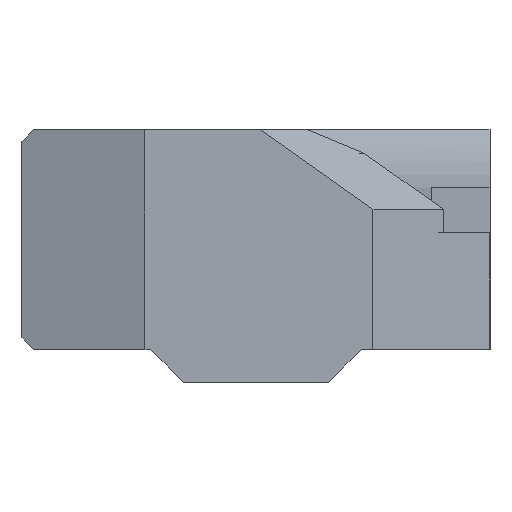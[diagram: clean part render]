
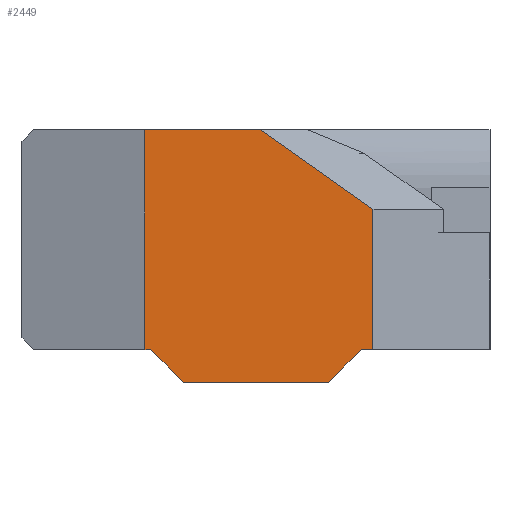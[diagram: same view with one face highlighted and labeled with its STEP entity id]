
A CAD part, left-side view. The second image highlights one B-rep face of the part: STEP entity #2449.
In plain terms, the highlighted planar face has unit normal (-1, 0, 0).
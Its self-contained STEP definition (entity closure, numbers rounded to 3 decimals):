
#136=FACE_OUTER_BOUND('',#280,.T.);
#280=EDGE_LOOP('',(#1941,#1942,#1943,#1944,#1945,#1946,#1947,#1948,#1949));
#359=LINE('',#3386,#677);
#394=LINE('',#3465,#712);
#428=LINE('',#3541,#746);
#430=LINE('',#3545,#748);
#461=LINE('',#3615,#779);
#465=LINE('',#3624,#783);
#469=LINE('',#3631,#787);
#524=LINE('',#3769,#842);
#525=LINE('',#3770,#843);
#677=VECTOR('',#2727,10.);
#712=VECTOR('',#2790,10.);
#746=VECTOR('',#2854,10.);
#748=VECTOR('',#2858,10.);
#779=VECTOR('',#2915,10.);
#783=VECTOR('',#2921,10.);
#787=VECTOR('',#2927,10.);
#842=VECTOR('',#3080,10.);
#843=VECTOR('',#3081,10.);
#994=VERTEX_POINT('',#3383);
#995=VERTEX_POINT('',#3385);
#1025=VERTEX_POINT('',#3464);
#1052=VERTEX_POINT('',#3540);
#1053=VERTEX_POINT('',#3544);
#1078=VERTEX_POINT('',#3613);
#1079=VERTEX_POINT('',#3614);
#1082=VERTEX_POINT('',#3622);
#1083=VERTEX_POINT('',#3623);
#1223=EDGE_CURVE('',#994,#995,#359,.T.);
#1261=EDGE_CURVE('',#995,#1025,#394,.T.);
#1300=EDGE_CURVE('',#1025,#1052,#428,.T.);
#1302=EDGE_CURVE('',#1052,#1053,#430,.T.);
#1339=EDGE_CURVE('',#1078,#1079,#461,.T.);
#1343=EDGE_CURVE('',#1082,#1083,#465,.T.);
#1347=EDGE_CURVE('',#1079,#1082,#469,.T.);
#1416=EDGE_CURVE('',#994,#1083,#524,.T.);
#1417=EDGE_CURVE('',#1078,#1053,#525,.T.);
#1941=ORIENTED_EDGE('',*,*,#1300,.F.);
#1942=ORIENTED_EDGE('',*,*,#1261,.F.);
#1943=ORIENTED_EDGE('',*,*,#1223,.F.);
#1944=ORIENTED_EDGE('',*,*,#1416,.T.);
#1945=ORIENTED_EDGE('',*,*,#1343,.F.);
#1946=ORIENTED_EDGE('',*,*,#1347,.F.);
#1947=ORIENTED_EDGE('',*,*,#1339,.F.);
#1948=ORIENTED_EDGE('',*,*,#1417,.T.);
#1949=ORIENTED_EDGE('',*,*,#1302,.F.);
#2310=PLANE('',#2642);
#2449=ADVANCED_FACE('',(#136),#2310,.T.);
#2642=AXIS2_PLACEMENT_3D('',#3768,#3078,#3079);
#2727=DIRECTION('',(0.,0.,1.));
#2790=DIRECTION('',(0.,-1.,0.));
#2854=DIRECTION('',(0.,-0.816,-0.577));
#2858=DIRECTION('',(0.,0.,-1.));
#2915=DIRECTION('',(0.,0.707,-0.707));
#2921=DIRECTION('',(0.,0.707,0.707));
#2927=DIRECTION('',(0.,1.,0.));
#3078=DIRECTION('center_axis',(-1.,0.,0.));
#3079=DIRECTION('ref_axis',(0.,-1.,0.));
#3080=DIRECTION('',(0.,-1.,0.));
#3081=DIRECTION('',(0.,-1.,0.));
#3383=CARTESIAN_POINT('',(-28.,14.75,0.));
#3385=CARTESIAN_POINT('',(-28.,14.75,9.4));
#3386=CARTESIAN_POINT('',(-28.,14.75,0.));
#3464=CARTESIAN_POINT('',(-28.,9.808,9.4));
#3465=CARTESIAN_POINT('',(-28.,20.,9.4));
#3540=CARTESIAN_POINT('',(-28.,5.,6.));
#3541=CARTESIAN_POINT('',(-28.,5.304,6.215));
#3544=CARTESIAN_POINT('',(-28.,5.,0.));
#3545=CARTESIAN_POINT('',(-28.,5.,0.));
#3613=CARTESIAN_POINT('',(-28.,5.5,0.));
#3614=CARTESIAN_POINT('',(-28.,6.9,-1.4));
#3615=CARTESIAN_POINT('',(-28.,7.5,-2.));
#3622=CARTESIAN_POINT('',(-28.,13.1,-1.4));
#3623=CARTESIAN_POINT('',(-28.,14.5,0.));
#3624=CARTESIAN_POINT('',(-28.,13.2,-1.3));
#3631=CARTESIAN_POINT('',(-28.,11.55,-1.4));
#3768=CARTESIAN_POINT('Origin',(-28.,14.75,0.));
#3769=CARTESIAN_POINT('',(-28.,20.,0.));
#3770=CARTESIAN_POINT('',(-28.,20.,0.));
